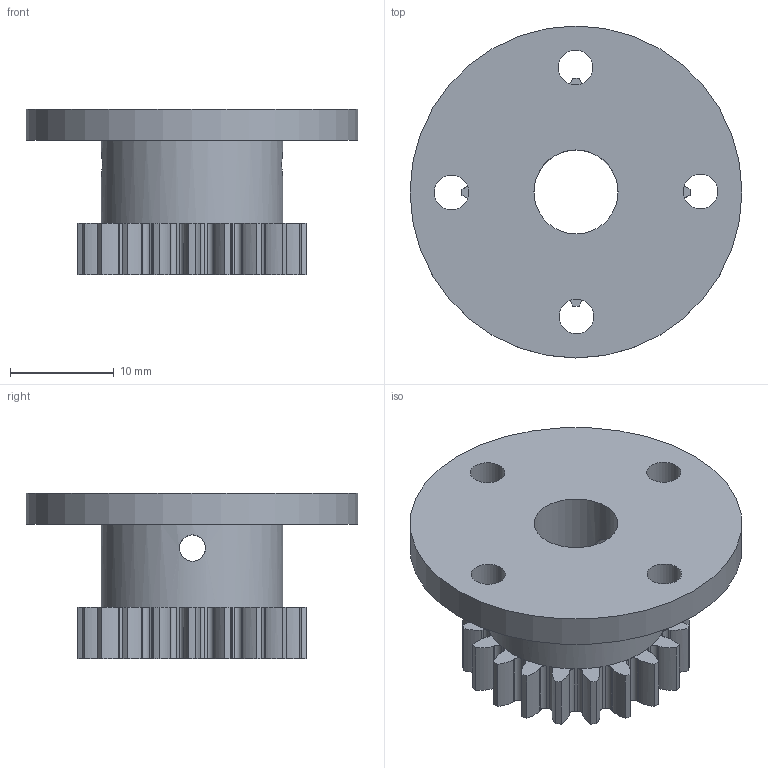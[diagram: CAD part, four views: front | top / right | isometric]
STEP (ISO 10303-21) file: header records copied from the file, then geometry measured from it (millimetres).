
FILE_DESCRIPTION(/* description */ (''),/* implementation_level */ '2;1');
FILE_NAME(/* name */ 'd.step',/* time_stamp */ '2022-12-19T21:49:11-05:00',/* author */ (''),/* organization */ (''),/* preprocessor_version */ 'ST-DEVELOPER v19.2',/* originating_system */ 'Autodesk Translation Framework v11.17.0.187',/* authorisation */ '');
FILE_SCHEMA (('AUTOMOTIVE_DESIGN { 1 0 10303 214 3 1 1 }'));
Length unit declared in the file: millimetre
Products named in the file (2): Joints 4 - 5 - 6; EF Gear 1
Assembly tree (1 placements, depth 2):
  Joints 4 - 5 - 6
    EF Gear 1
Bounding box: 32 x 32 x 16 mm (x, y, z)
Volume: 4879.6 mm3; surface area: 3508 mm2
Topology: 1 solids, 1 shells, 172 faces, 515 edges, 344 vertices
Faces by surface type: cylinder 69, plane 63, bspline 40
Full cylindrical faces by diameter (mm): 2.529 x2, 3.332 x4, 8.1 x1, 17.498 x1, 32 x1
Entity records: 16843 total; most frequent: CARTESIAN_POINT 12320, ORIENTED_EDGE 1030, DIRECTION 869, EDGE_CURVE 515, VERTEX_POINT 344, AXIS2_PLACEMENT_3D 309, LINE 251, VECTOR 251
